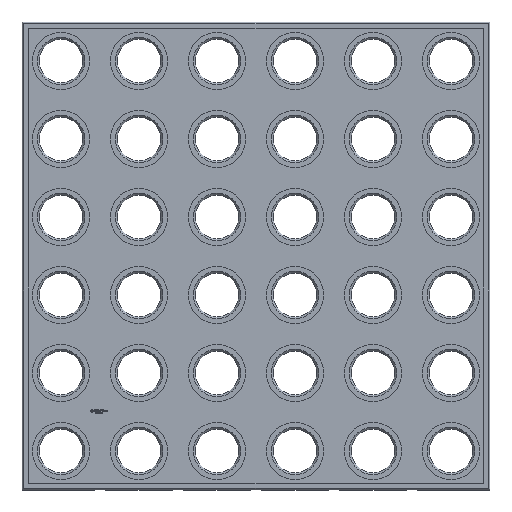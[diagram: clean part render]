
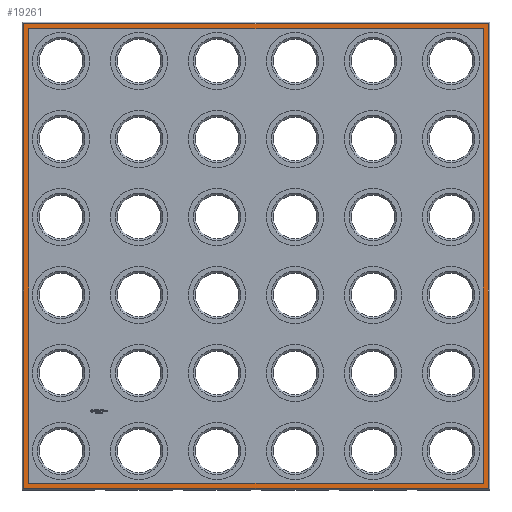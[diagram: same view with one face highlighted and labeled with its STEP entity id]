
A CAD part, top view. The second image highlights one B-rep face of the part: STEP entity #19261.
In plain terms, the highlighted planar face has unit normal (0, 0, 1).
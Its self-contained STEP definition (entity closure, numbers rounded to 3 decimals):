
#100 = PLANE('',#101);
#101 = AXIS2_PLACEMENT_3D('',#102,#103,#104);
#102 = CARTESIAN_POINT('',(-6.25,68.6,2.975));
#103 = DIRECTION('',(0.,0.707,0.707));
#104 = DIRECTION('',(-1.,0.,0.));
#3777 = PLANE('',#3778);
#3778 = AXIS2_PLACEMENT_3D('',#3779,#3780,#3781);
#3779 = CARTESIAN_POINT('',(68.6,68.75,2.975));
#3780 = DIRECTION('',(0.707,0.,0.707)
  );
#3781 = DIRECTION('',(0.,1.,0.));
#4379 = VERTEX_POINT('',#4380);
#4380 = CARTESIAN_POINT('',(-5.95,68.45,3.125));
#4394 = PLANE('',#4395);
#4395 = AXIS2_PLACEMENT_3D('',#4396,#4397,#4398);
#4396 = CARTESIAN_POINT('',(-6.1,-6.25,2.975));
#4397 = DIRECTION('',(-0.707,0.,0.707
    ));
#4398 = DIRECTION('',(0.,-1.,0.));
#4408 = VERTEX_POINT('',#4409);
#4409 = CARTESIAN_POINT('',(68.45,68.45,3.125));
#4430 = EDGE_CURVE('',#4379,#4408,#4431,.T.);
#4431 = SURFACE_CURVE('',#4432,(#4436,#4443),.PCURVE_S1.);
#4432 = LINE('',#4433,#4434);
#4433 = CARTESIAN_POINT('',(-6.25,68.45,3.125));
#4434 = VECTOR('',#4435,1.);
#4435 = DIRECTION('',(1.,0.,0.));
#4436 = PCURVE('',#100,#4437);
#4437 = DEFINITIONAL_REPRESENTATION('',(#4438),#4442);
#4438 = LINE('',#4439,#4440);
#4439 = CARTESIAN_POINT('',(0.,0.212));
#4440 = VECTOR('',#4441,1.);
#4441 = DIRECTION('',(-1.,0.));
#4442 = ( GEOMETRIC_REPRESENTATION_CONTEXT(2) 
PARAMETRIC_REPRESENTATION_CONTEXT() REPRESENTATION_CONTEXT('2D SPACE',''
  ) );
#4443 = PCURVE('',#4444,#4449);
#4444 = PLANE('',#4445);
#4445 = AXIS2_PLACEMENT_3D('',#4446,#4447,#4448);
#4446 = CARTESIAN_POINT('',(31.25,31.25,3.125));
#4447 = DIRECTION('',(0.,0.,1.));
#4448 = DIRECTION('',(1.,0.,0.));
#4449 = DEFINITIONAL_REPRESENTATION('',(#4450),#4454);
#4450 = LINE('',#4451,#4452);
#4451 = CARTESIAN_POINT('',(-37.5,37.2));
#4452 = VECTOR('',#4453,1.);
#4453 = DIRECTION('',(1.,0.));
#4454 = ( GEOMETRIC_REPRESENTATION_CONTEXT(2) 
PARAMETRIC_REPRESENTATION_CONTEXT() REPRESENTATION_CONTEXT('2D SPACE',''
  ) );
#18668 = PLANE('',#18669);
#18669 = AXIS2_PLACEMENT_3D('',#18670,#18671,#18672);
#18670 = CARTESIAN_POINT('',(68.75,-6.1,2.975));
#18671 = DIRECTION('',(0.,-0.707,
    0.707));
#18672 = DIRECTION('',(-1.,0.,0.));
#19170 = VERTEX_POINT('',#19171);
#19171 = CARTESIAN_POINT('',(68.45,-5.95,3.125));
#19192 = EDGE_CURVE('',#4408,#19170,#19193,.T.);
#19193 = SURFACE_CURVE('',#19194,(#19198,#19205),.PCURVE_S1.);
#19194 = LINE('',#19195,#19196);
#19195 = CARTESIAN_POINT('',(68.45,68.75,3.125));
#19196 = VECTOR('',#19197,1.);
#19197 = DIRECTION('',(0.,-1.,0.));
#19198 = PCURVE('',#3777,#19199);
#19199 = DEFINITIONAL_REPRESENTATION('',(#19200),#19204);
#19200 = LINE('',#19201,#19202);
#19201 = CARTESIAN_POINT('',(0.,0.212));
#19202 = VECTOR('',#19203,1.);
#19203 = DIRECTION('',(-1.,0.));
#19204 = ( GEOMETRIC_REPRESENTATION_CONTEXT(2) 
PARAMETRIC_REPRESENTATION_CONTEXT() REPRESENTATION_CONTEXT('2D SPACE',''
  ) );
#19205 = PCURVE('',#4444,#19206);
#19206 = DEFINITIONAL_REPRESENTATION('',(#19207),#19211);
#19207 = LINE('',#19208,#19209);
#19208 = CARTESIAN_POINT('',(37.2,37.5));
#19209 = VECTOR('',#19210,1.);
#19210 = DIRECTION('',(0.,-1.));
#19211 = ( GEOMETRIC_REPRESENTATION_CONTEXT(2) 
PARAMETRIC_REPRESENTATION_CONTEXT() REPRESENTATION_CONTEXT('2D SPACE',''
  ) );
#19217 = VERTEX_POINT('',#19218);
#19218 = CARTESIAN_POINT('',(-5.95,-5.95,3.125));
#19241 = EDGE_CURVE('',#19217,#4379,#19242,.T.);
#19242 = SURFACE_CURVE('',#19243,(#19247,#19254),.PCURVE_S1.);
#19243 = LINE('',#19244,#19245);
#19244 = CARTESIAN_POINT('',(-5.95,-6.25,3.125));
#19245 = VECTOR('',#19246,1.);
#19246 = DIRECTION('',(0.,1.,0.));
#19247 = PCURVE('',#4394,#19248);
#19248 = DEFINITIONAL_REPRESENTATION('',(#19249),#19253);
#19249 = LINE('',#19250,#19251);
#19250 = CARTESIAN_POINT('',(0.,0.212));
#19251 = VECTOR('',#19252,1.);
#19252 = DIRECTION('',(-1.,0.));
#19253 = ( GEOMETRIC_REPRESENTATION_CONTEXT(2) 
PARAMETRIC_REPRESENTATION_CONTEXT() REPRESENTATION_CONTEXT('2D SPACE',''
  ) );
#19254 = PCURVE('',#4444,#19255);
#19255 = DEFINITIONAL_REPRESENTATION('',(#19256),#19260);
#19256 = LINE('',#19257,#19258);
#19257 = CARTESIAN_POINT('',(-37.2,-37.5));
#19258 = VECTOR('',#19259,1.);
#19259 = DIRECTION('',(0.,1.));
#19260 = ( GEOMETRIC_REPRESENTATION_CONTEXT(2) 
PARAMETRIC_REPRESENTATION_CONTEXT() REPRESENTATION_CONTEXT('2D SPACE',''
  ) );
#19261 = ADVANCED_FACE('',(#19262,#19288),#4444,.T.);
#19262 = FACE_BOUND('',#19263,.T.);
#19263 = EDGE_LOOP('',(#19264,#19285,#19286,#19287));
#19264 = ORIENTED_EDGE('',*,*,#19265,.F.);
#19265 = EDGE_CURVE('',#19170,#19217,#19266,.T.);
#19266 = SURFACE_CURVE('',#19267,(#19271,#19278),.PCURVE_S1.);
#19267 = LINE('',#19268,#19269);
#19268 = CARTESIAN_POINT('',(68.75,-5.95,3.125));
#19269 = VECTOR('',#19270,1.);
#19270 = DIRECTION('',(-1.,0.,0.));
#19271 = PCURVE('',#4444,#19272);
#19272 = DEFINITIONAL_REPRESENTATION('',(#19273),#19277);
#19273 = LINE('',#19274,#19275);
#19274 = CARTESIAN_POINT('',(37.5,-37.2));
#19275 = VECTOR('',#19276,1.);
#19276 = DIRECTION('',(-1.,0.));
#19277 = ( GEOMETRIC_REPRESENTATION_CONTEXT(2) 
PARAMETRIC_REPRESENTATION_CONTEXT() REPRESENTATION_CONTEXT('2D SPACE',''
  ) );
#19278 = PCURVE('',#18668,#19279);
#19279 = DEFINITIONAL_REPRESENTATION('',(#19280),#19284);
#19280 = LINE('',#19281,#19282);
#19281 = CARTESIAN_POINT('',(0.,-0.212));
#19282 = VECTOR('',#19283,1.);
#19283 = DIRECTION('',(1.,0.));
#19284 = ( GEOMETRIC_REPRESENTATION_CONTEXT(2) 
PARAMETRIC_REPRESENTATION_CONTEXT() REPRESENTATION_CONTEXT('2D SPACE',''
  ) );
#19285 = ORIENTED_EDGE('',*,*,#19192,.F.);
#19286 = ORIENTED_EDGE('',*,*,#4430,.F.);
#19287 = ORIENTED_EDGE('',*,*,#19241,.F.);
#19288 = FACE_BOUND('',#19289,.T.);
#19289 = EDGE_LOOP('',(#19290,#19320,#19348,#19376));
#19290 = ORIENTED_EDGE('',*,*,#19291,.T.);
#19291 = EDGE_CURVE('',#19292,#19294,#19296,.T.);
#19292 = VERTEX_POINT('',#19293);
#19293 = CARTESIAN_POINT('',(-5.15,-5.15,3.125));
#19294 = VERTEX_POINT('',#19295);
#19295 = CARTESIAN_POINT('',(-5.15,67.65,3.125));
#19296 = SURFACE_CURVE('',#19297,(#19301,#19308),.PCURVE_S1.);
#19297 = LINE('',#19298,#19299);
#19298 = CARTESIAN_POINT('',(-5.15,-5.15,3.125));
#19299 = VECTOR('',#19300,1.);
#19300 = DIRECTION('',(0.,1.,0.));
#19301 = PCURVE('',#4444,#19302);
#19302 = DEFINITIONAL_REPRESENTATION('',(#19303),#19307);
#19303 = LINE('',#19304,#19305);
#19304 = CARTESIAN_POINT('',(-36.4,-36.4));
#19305 = VECTOR('',#19306,1.);
#19306 = DIRECTION('',(0.,1.));
#19307 = ( GEOMETRIC_REPRESENTATION_CONTEXT(2) 
PARAMETRIC_REPRESENTATION_CONTEXT() REPRESENTATION_CONTEXT('2D SPACE',''
  ) );
#19308 = PCURVE('',#19309,#19314);
#19309 = PLANE('',#19310);
#19310 = AXIS2_PLACEMENT_3D('',#19311,#19312,#19313);
#19311 = CARTESIAN_POINT('',(-5.15,-5.15,3.125));
#19312 = DIRECTION('',(1.,0.,0.));
#19313 = DIRECTION('',(0.,1.,0.));
#19314 = DEFINITIONAL_REPRESENTATION('',(#19315),#19319);
#19315 = LINE('',#19316,#19317);
#19316 = CARTESIAN_POINT('',(0.,0.));
#19317 = VECTOR('',#19318,1.);
#19318 = DIRECTION('',(1.,0.));
#19319 = ( GEOMETRIC_REPRESENTATION_CONTEXT(2) 
PARAMETRIC_REPRESENTATION_CONTEXT() REPRESENTATION_CONTEXT('2D SPACE',''
  ) );
#19320 = ORIENTED_EDGE('',*,*,#19321,.T.);
#19321 = EDGE_CURVE('',#19294,#19322,#19324,.T.);
#19322 = VERTEX_POINT('',#19323);
#19323 = CARTESIAN_POINT('',(67.65,67.65,3.125));
#19324 = SURFACE_CURVE('',#19325,(#19329,#19336),.PCURVE_S1.);
#19325 = LINE('',#19326,#19327);
#19326 = CARTESIAN_POINT('',(-5.15,67.65,3.125));
#19327 = VECTOR('',#19328,1.);
#19328 = DIRECTION('',(1.,0.,0.));
#19329 = PCURVE('',#4444,#19330);
#19330 = DEFINITIONAL_REPRESENTATION('',(#19331),#19335);
#19331 = LINE('',#19332,#19333);
#19332 = CARTESIAN_POINT('',(-36.4,36.4));
#19333 = VECTOR('',#19334,1.);
#19334 = DIRECTION('',(1.,0.));
#19335 = ( GEOMETRIC_REPRESENTATION_CONTEXT(2) 
PARAMETRIC_REPRESENTATION_CONTEXT() REPRESENTATION_CONTEXT('2D SPACE',''
  ) );
#19336 = PCURVE('',#19337,#19342);
#19337 = PLANE('',#19338);
#19338 = AXIS2_PLACEMENT_3D('',#19339,#19340,#19341);
#19339 = CARTESIAN_POINT('',(-5.15,67.65,3.125));
#19340 = DIRECTION('',(0.,-1.,0.));
#19341 = DIRECTION('',(1.,0.,0.));
#19342 = DEFINITIONAL_REPRESENTATION('',(#19343),#19347);
#19343 = LINE('',#19344,#19345);
#19344 = CARTESIAN_POINT('',(0.,0.));
#19345 = VECTOR('',#19346,1.);
#19346 = DIRECTION('',(1.,0.));
#19347 = ( GEOMETRIC_REPRESENTATION_CONTEXT(2) 
PARAMETRIC_REPRESENTATION_CONTEXT() REPRESENTATION_CONTEXT('2D SPACE',''
  ) );
#19348 = ORIENTED_EDGE('',*,*,#19349,.T.);
#19349 = EDGE_CURVE('',#19322,#19350,#19352,.T.);
#19350 = VERTEX_POINT('',#19351);
#19351 = CARTESIAN_POINT('',(67.65,-5.15,3.125));
#19352 = SURFACE_CURVE('',#19353,(#19357,#19364),.PCURVE_S1.);
#19353 = LINE('',#19354,#19355);
#19354 = CARTESIAN_POINT('',(67.65,67.65,3.125));
#19355 = VECTOR('',#19356,1.);
#19356 = DIRECTION('',(0.,-1.,0.));
#19357 = PCURVE('',#4444,#19358);
#19358 = DEFINITIONAL_REPRESENTATION('',(#19359),#19363);
#19359 = LINE('',#19360,#19361);
#19360 = CARTESIAN_POINT('',(36.4,36.4));
#19361 = VECTOR('',#19362,1.);
#19362 = DIRECTION('',(0.,-1.));
#19363 = ( GEOMETRIC_REPRESENTATION_CONTEXT(2) 
PARAMETRIC_REPRESENTATION_CONTEXT() REPRESENTATION_CONTEXT('2D SPACE',''
  ) );
#19364 = PCURVE('',#19365,#19370);
#19365 = PLANE('',#19366);
#19366 = AXIS2_PLACEMENT_3D('',#19367,#19368,#19369);
#19367 = CARTESIAN_POINT('',(67.65,67.65,3.125));
#19368 = DIRECTION('',(-1.,0.,0.));
#19369 = DIRECTION('',(0.,-1.,0.));
#19370 = DEFINITIONAL_REPRESENTATION('',(#19371),#19375);
#19371 = LINE('',#19372,#19373);
#19372 = CARTESIAN_POINT('',(0.,0.));
#19373 = VECTOR('',#19374,1.);
#19374 = DIRECTION('',(1.,0.));
#19375 = ( GEOMETRIC_REPRESENTATION_CONTEXT(2) 
PARAMETRIC_REPRESENTATION_CONTEXT() REPRESENTATION_CONTEXT('2D SPACE',''
  ) );
#19376 = ORIENTED_EDGE('',*,*,#19377,.T.);
#19377 = EDGE_CURVE('',#19350,#19292,#19378,.T.);
#19378 = SURFACE_CURVE('',#19379,(#19383,#19390),.PCURVE_S1.);
#19379 = LINE('',#19380,#19381);
#19380 = CARTESIAN_POINT('',(67.65,-5.15,3.125));
#19381 = VECTOR('',#19382,1.);
#19382 = DIRECTION('',(-1.,0.,0.));
#19383 = PCURVE('',#4444,#19384);
#19384 = DEFINITIONAL_REPRESENTATION('',(#19385),#19389);
#19385 = LINE('',#19386,#19387);
#19386 = CARTESIAN_POINT('',(36.4,-36.4));
#19387 = VECTOR('',#19388,1.);
#19388 = DIRECTION('',(-1.,0.));
#19389 = ( GEOMETRIC_REPRESENTATION_CONTEXT(2) 
PARAMETRIC_REPRESENTATION_CONTEXT() REPRESENTATION_CONTEXT('2D SPACE',''
  ) );
#19390 = PCURVE('',#19391,#19396);
#19391 = PLANE('',#19392);
#19392 = AXIS2_PLACEMENT_3D('',#19393,#19394,#19395);
#19393 = CARTESIAN_POINT('',(67.65,-5.15,3.125));
#19394 = DIRECTION('',(0.,1.,0.));
#19395 = DIRECTION('',(-1.,0.,0.));
#19396 = DEFINITIONAL_REPRESENTATION('',(#19397),#19401);
#19397 = LINE('',#19398,#19399);
#19398 = CARTESIAN_POINT('',(0.,0.));
#19399 = VECTOR('',#19400,1.);
#19400 = DIRECTION('',(1.,0.));
#19401 = ( GEOMETRIC_REPRESENTATION_CONTEXT(2) 
PARAMETRIC_REPRESENTATION_CONTEXT() REPRESENTATION_CONTEXT('2D SPACE',''
  ) );
